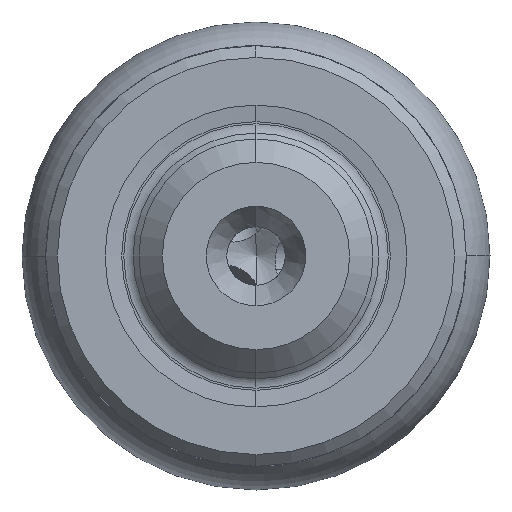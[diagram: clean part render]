
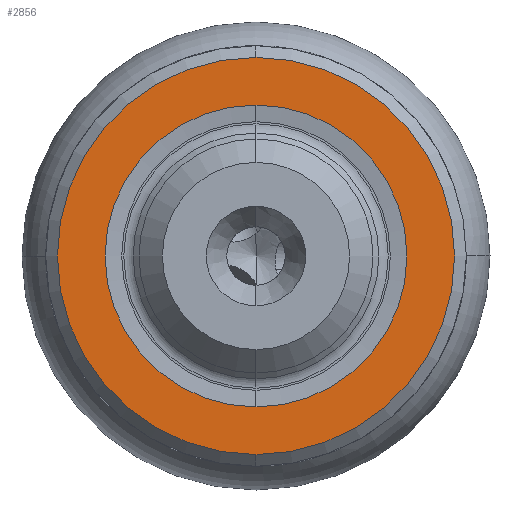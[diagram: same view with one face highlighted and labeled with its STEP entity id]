
A CAD part, left-side view. The second image highlights one B-rep face of the part: STEP entity #2856.
In plain terms, the highlighted planar face has unit normal (-1, 0, 0).
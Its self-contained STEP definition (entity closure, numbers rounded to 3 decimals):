
#1 = DIRECTION ( 'NONE',  ( 0., 0., 1. ) ) ;
#281 = ORIENTED_EDGE ( 'NONE', *, *, #1669, .T. ) ;
#421 = CARTESIAN_POINT ( 'NONE',  ( -27.1, 0., 6.45 ) ) ;
#545 = ORIENTED_EDGE ( 'NONE', *, *, #1646, .T. ) ;
#560 = CARTESIAN_POINT ( 'NONE',  ( -27.1, 0., 0. ) ) ;
#877 = ORIENTED_EDGE ( 'NONE', *, *, #4174, .T. ) ;
#915 = FACE_BOUND ( 'NONE', #2823, .T. ) ;
#921 = DIRECTION ( 'NONE',  ( 0., 0., 1. ) ) ;
#937 = AXIS2_PLACEMENT_3D ( 'NONE', #3352, #1247, #3689 ) ;
#953 = AXIS2_PLACEMENT_3D ( 'NONE', #560, #3043, #921 ) ;
#1131 = FACE_OUTER_BOUND ( 'NONE', #1182, .T. ) ;
#1182 = EDGE_LOOP ( 'NONE', ( #545, #281 ) ) ;
#1247 = DIRECTION ( 'NONE',  ( -1., 0., 0. ) ) ;
#1332 = VERTEX_POINT ( 'NONE', #421 ) ;
#1407 = CARTESIAN_POINT ( 'NONE',  ( -27.1, 8.986, 0. ) ) ;
#1459 = DIRECTION ( 'NONE',  ( 1., 0., 0. ) ) ;
#1467 = AXIS2_PLACEMENT_3D ( 'NONE', #3882, #1809, #4238 ) ;
#1553 = VERTEX_POINT ( 'NONE', #2410 ) ;
#1581 = CARTESIAN_POINT ( 'NONE',  ( -27.1, 0., 8.486 ) ) ;
#1619 = CIRCLE ( 'NONE', #1467, 6.45 ) ;
#1646 = EDGE_CURVE ( 'NONE', #1553, #3147, #2702, .T. ) ;
#1669 = EDGE_CURVE ( 'NONE', #3147, #1553, #2476, .T. ) ;
#1715 = VERTEX_POINT ( 'NONE', #2699 ) ;
#1806 = AXIS2_PLACEMENT_3D ( 'NONE', #3536, #1459, #3890 ) ;
#1809 = DIRECTION ( 'NONE',  ( 1., 0., 0. ) ) ;
#2127 = DIRECTION ( 'NONE',  ( -1., 0., 0. ) ) ;
#2410 = CARTESIAN_POINT ( 'NONE',  ( -27.1, 0., -8.486 ) ) ;
#2476 = CIRCLE ( 'NONE', #953, 8.486 ) ;
#2624 = CIRCLE ( 'NONE', #1806, 6.45 ) ;
#2699 = CARTESIAN_POINT ( 'NONE',  ( -27.1, 0., -6.45 ) ) ;
#2702 = CIRCLE ( 'NONE', #937, 8.486 ) ;
#2823 = EDGE_LOOP ( 'NONE', ( #3989, #877 ) ) ;
#2856 = ADVANCED_FACE ( 'NONE', ( #1131, #915 ), #4187, .T. ) ;
#3043 = DIRECTION ( 'NONE',  ( -1., 0., 0. ) ) ;
#3147 = VERTEX_POINT ( 'NONE', #1581 ) ;
#3155 = AXIS2_PLACEMENT_3D ( 'NONE', #1407, #2127, #1 ) ;
#3352 = CARTESIAN_POINT ( 'NONE',  ( -27.1, 0., 0. ) ) ;
#3536 = CARTESIAN_POINT ( 'NONE',  ( -27.1, 0., 0. ) ) ;
#3689 = DIRECTION ( 'NONE',  ( 0., 0., 1. ) ) ;
#3882 = CARTESIAN_POINT ( 'NONE',  ( -27.1, 0., 0. ) ) ;
#3890 = DIRECTION ( 'NONE',  ( 0., 0., -1. ) ) ;
#3962 = EDGE_CURVE ( 'NONE', #1332, #1715, #1619, .T. ) ;
#3989 = ORIENTED_EDGE ( 'NONE', *, *, #3962, .T. ) ;
#4174 = EDGE_CURVE ( 'NONE', #1715, #1332, #2624, .T. ) ;
#4187 = PLANE ( 'NONE',  #3155 ) ;
#4238 = DIRECTION ( 'NONE',  ( 0., 0., -1. ) ) ;
